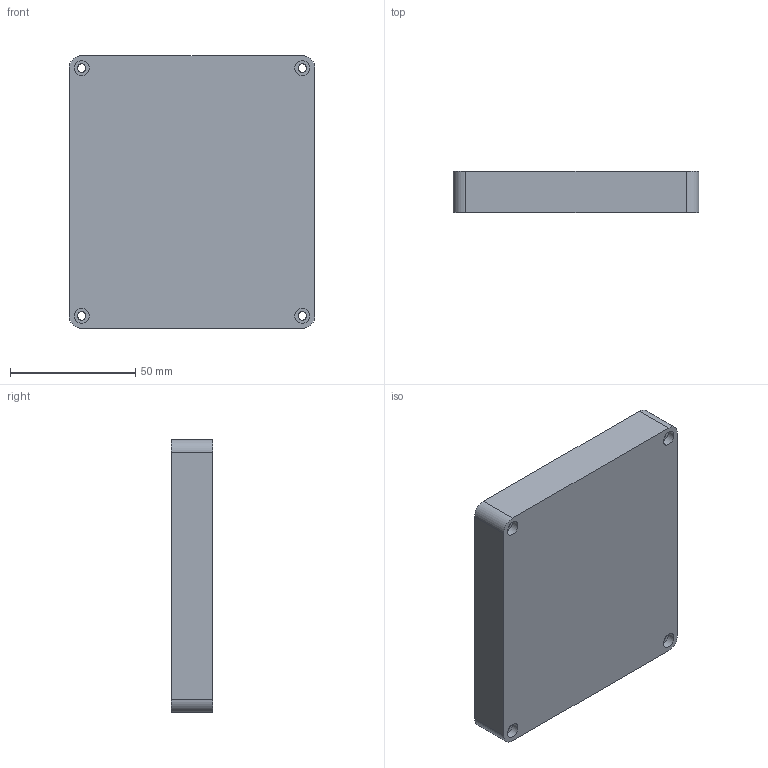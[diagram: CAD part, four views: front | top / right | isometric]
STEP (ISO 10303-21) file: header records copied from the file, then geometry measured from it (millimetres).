
FILE_DESCRIPTION(/* description */ (''),/* implementation_level */ '2;1');
FILE_NAME(/* name */ 'Macropadv2 final_.step',/* time_stamp */ '2025-12-22T20:05:59-05:00',/* author */ (''),/* organization */ (''),/* preprocessor_version */ 'ST-DEVELOPER v20.1',/* originating_system */ 'Autodesk Translation Framework v14.21.0.0',/* authorisation */ '');
FILE_SCHEMA (('AUTOMOTIVE_DESIGN { 1 0 10303 214 3 1 1 }'));
Length unit declared in the file: millimetre
Products named in the file (1): 2025-12-22-09-49-25-419
Bounding box: 98.1 x 16.5 x 108.92 mm (x, y, z)
Volume: 79691.2 mm3; surface area: 33562.1 mm2
Topology: 1 solids, 1 shells, 46 faces, 96 edges, 64 vertices
Faces by surface type: plane 26, cylinder 20
Full cylindrical faces by diameter (mm): 2.8 x4, 3.4 x4, 6 x8
Entity records: 1289 total; most frequent: DIRECTION 230, CARTESIAN_POINT 207, ORIENTED_EDGE 192, EDGE_CURVE 96, AXIS2_PLACEMENT_3D 87, EDGE_LOOP 66, VERTEX_POINT 64, LINE 56
